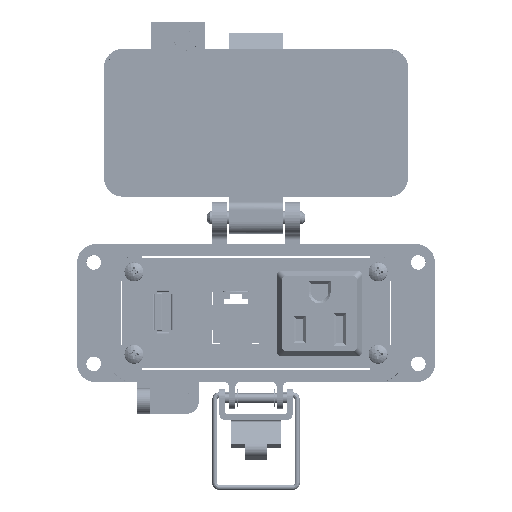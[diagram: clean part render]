
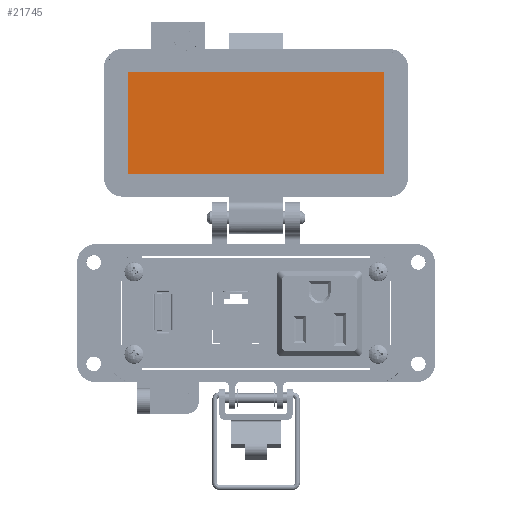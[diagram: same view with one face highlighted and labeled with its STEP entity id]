
A CAD part, top view. The second image highlights one B-rep face of the part: STEP entity #21745.
In plain terms, the highlighted planar face has unit normal (0, 0, 1).
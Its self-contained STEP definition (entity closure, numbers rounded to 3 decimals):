
#4625 = DIRECTION ( 'NONE',  ( 0., 0., 1. ) ) ;
#6199 = VECTOR ( 'NONE', #48650, 1000. ) ;
#6237 = CARTESIAN_POINT ( 'NONE',  ( 40.25, 51.154, -25.55 ) ) ;
#8089 = VERTEX_POINT ( 'NONE', #6237 ) ;
#8820 = AXIS2_PLACEMENT_3D ( 'NONE', #22021, #4625, #75775 ) ;
#11276 = CARTESIAN_POINT ( 'NONE',  ( 42., 51.154, -25.55 ) ) ;
#16225 = VERTEX_POINT ( 'NONE', #58235 ) ;
#21745 = ADVANCED_FACE ( 'NONE', ( #44569 ), #82457, .T. ) ;
#22021 = CARTESIAN_POINT ( 'NONE',  ( -8.5, 67.154, -25.55 ) ) ;
#26109 = LINE ( 'NONE', #66508, #6199 ) ;
#31362 = VERTEX_POINT ( 'NONE', #40624 ) ;
#34670 = CARTESIAN_POINT ( 'NONE',  ( -40.25, 67.154, -25.55 ) ) ;
#37688 = LINE ( 'NONE', #99649, #42775 ) ;
#40624 = CARTESIAN_POINT ( 'NONE',  ( -40.25, 83.154, -25.55 ) ) ;
#40971 = VERTEX_POINT ( 'NONE', #73592 ) ;
#42514 = DIRECTION ( 'NONE',  ( -1., 0., 0. ) ) ;
#42775 = VECTOR ( 'NONE', #44877, 1000. ) ;
#43856 = LINE ( 'NONE', #34670, #83621 ) ;
#44569 = FACE_OUTER_BOUND ( 'NONE', #46850, .T. ) ;
#44877 = DIRECTION ( 'NONE',  ( 1., 0., 0. ) ) ;
#46407 = EDGE_CURVE ( 'NONE', #16225, #8089, #26109, .T. ) ;
#46850 = EDGE_LOOP ( 'NONE', ( #47716, #93661, #80673, #83230 ) ) ;
#47716 = ORIENTED_EDGE ( 'NONE', *, *, #62966, .F. ) ;
#48650 = DIRECTION ( 'NONE',  ( 0., -1., 0. ) ) ;
#54388 = VECTOR ( 'NONE', #42514, 1000. ) ;
#58235 = CARTESIAN_POINT ( 'NONE',  ( 40.25, 83.154, -25.55 ) ) ;
#62861 = EDGE_CURVE ( 'NONE', #40971, #31362, #43856, .T. ) ;
#62966 = EDGE_CURVE ( 'NONE', #31362, #16225, #37688, .T. ) ;
#66508 = CARTESIAN_POINT ( 'NONE',  ( 40.25, 67.154, -25.55 ) ) ;
#73592 = CARTESIAN_POINT ( 'NONE',  ( -40.25, 51.154, -25.55 ) ) ;
#75775 = DIRECTION ( 'NONE',  ( 0., -1., 0. ) ) ;
#80673 = ORIENTED_EDGE ( 'NONE', *, *, #92106, .F. ) ;
#82457 = PLANE ( 'NONE',  #8820 ) ;
#83230 = ORIENTED_EDGE ( 'NONE', *, *, #46407, .F. ) ;
#83621 = VECTOR ( 'NONE', #98139, 1000. ) ;
#84808 = LINE ( 'NONE', #11276, #54388 ) ;
#92106 = EDGE_CURVE ( 'NONE', #8089, #40971, #84808, .T. ) ;
#93661 = ORIENTED_EDGE ( 'NONE', *, *, #62861, .F. ) ;
#98139 = DIRECTION ( 'NONE',  ( 0., 1., 0. ) ) ;
#99649 = CARTESIAN_POINT ( 'NONE',  ( -8.5, 83.154, -25.55 ) ) ;
